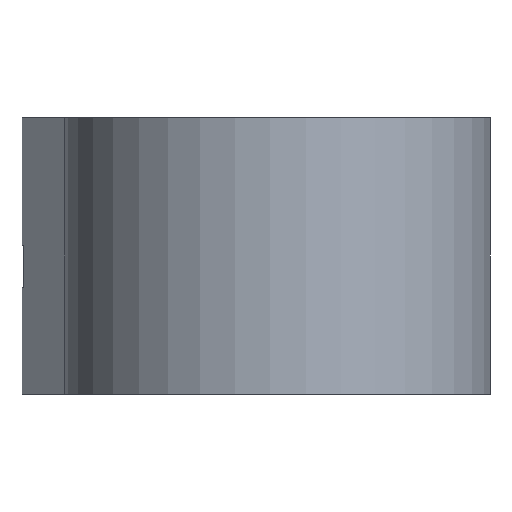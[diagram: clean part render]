
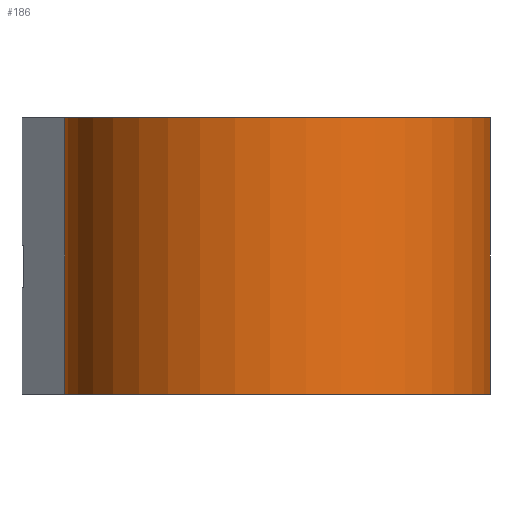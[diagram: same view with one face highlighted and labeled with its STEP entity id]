
A CAD part, front view. The second image highlights one B-rep face of the part: STEP entity #186.
In plain terms, the highlighted cylindrical face has radius 5 mm (diameter 10 mm), a partial arc.
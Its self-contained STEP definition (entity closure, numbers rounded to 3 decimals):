
#22=CIRCLE('',#212,5.);
#23=CIRCLE('',#213,5.);
#25=CYLINDRICAL_SURFACE('',#211,5.);
#33=FACE_OUTER_BOUND('',#43,.T.);
#43=EDGE_LOOP('',(#158,#159,#160,#161));
#58=LINE('',#286,#76);
#65=LINE('',#364,#83);
#76=VECTOR('',#236,10.);
#83=VECTOR('',#251,10.);
#91=VERTEX_POINT('',#283);
#92=VERTEX_POINT('',#285);
#98=VERTEX_POINT('',#332);
#99=VERTEX_POINT('',#348);
#110=EDGE_CURVE('',#91,#92,#58,.T.);
#121=EDGE_CURVE('',#98,#99,#65,.T.);
#122=EDGE_CURVE('',#91,#98,#22,.T.);
#123=EDGE_CURVE('',#92,#99,#23,.T.);
#158=ORIENTED_EDGE('',*,*,#122,.T.);
#159=ORIENTED_EDGE('',*,*,#121,.T.);
#160=ORIENTED_EDGE('',*,*,#123,.F.);
#161=ORIENTED_EDGE('',*,*,#110,.F.);
#186=ADVANCED_FACE('',(#33),#25,.T.);
#211=AXIS2_PLACEMENT_3D('',#365,#252,#253);
#212=AXIS2_PLACEMENT_3D('',#366,#254,#255);
#213=AXIS2_PLACEMENT_3D('',#367,#256,#257);
#236=DIRECTION('',(0.,0.,1.));
#251=DIRECTION('',(0.,0.,1.));
#252=DIRECTION('center_axis',(0.,0.,1.));
#253=DIRECTION('ref_axis',(0.455,-0.891,0.));
#254=DIRECTION('center_axis',(0.,0.,
1.));
#255=DIRECTION('ref_axis',(-1.,0.,0.));
#256=DIRECTION('center_axis',(0.,0.,
1.));
#257=DIRECTION('ref_axis',(-1.,0.,0.));
#283=CARTESIAN_POINT('',(6.316,-73.296,7.332));
#285=CARTESIAN_POINT('',(6.316,-73.296,13.832));
#286=CARTESIAN_POINT('',(6.316,-73.296,7.332));
#332=CARTESIAN_POINT('',(14.311,-69.216,7.332));
#348=CARTESIAN_POINT('',(14.311,-69.216,13.832));
#364=CARTESIAN_POINT('',(14.311,-69.216,7.332));
#365=CARTESIAN_POINT('Origin',(11.316,-73.219,7.332));
#366=CARTESIAN_POINT('Origin',(11.316,-73.219,7.332));
#367=CARTESIAN_POINT('Origin',(11.316,-73.219,13.832));
